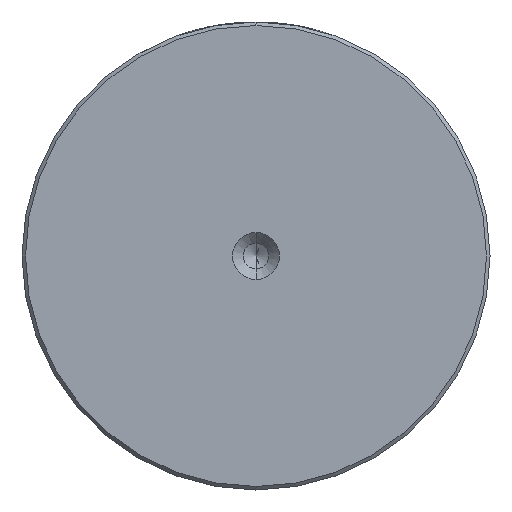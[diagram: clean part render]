
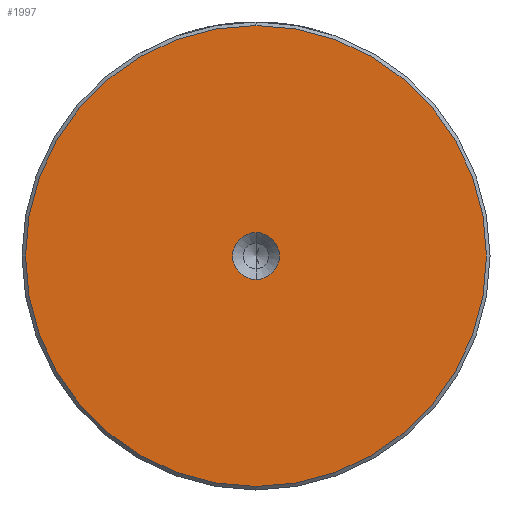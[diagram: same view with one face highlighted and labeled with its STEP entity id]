
A CAD part, left-side view. The second image highlights one B-rep face of the part: STEP entity #1997.
In plain terms, the highlighted planar face has unit normal (-1, 0, 0).
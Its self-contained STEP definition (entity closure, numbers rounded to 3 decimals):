
#79 = CIRCLE ( 'NONE', #525, 3.3 ) ;
#106 = AXIS2_PLACEMENT_3D ( 'NONE', #1425, #2607, #3079 ) ;
#188 = EDGE_CURVE ( 'NONE', #2958, #1079, #2137, .T. ) ;
#339 = FACE_OUTER_BOUND ( 'NONE', #1535, .T. ) ;
#377 = CARTESIAN_POINT ( 'NONE',  ( 0., 0., 0. ) ) ;
#525 = AXIS2_PLACEMENT_3D ( 'NONE', #963, #2626, #1205 ) ;
#535 = PLANE ( 'NONE',  #1171 ) ;
#549 = EDGE_CURVE ( 'NONE', #1079, #2958, #3069, .T. ) ;
#636 = DIRECTION ( 'NONE',  ( 0., 0., 1. ) ) ;
#771 = DIRECTION ( 'NONE',  ( -1., 0., 0. ) ) ;
#781 = CARTESIAN_POINT ( 'NONE',  ( 0., 0., 0. ) ) ;
#923 = CARTESIAN_POINT ( 'NONE',  ( 0., 0., 3.3 ) ) ;
#963 = CARTESIAN_POINT ( 'NONE',  ( 0., 0., 0. ) ) ;
#1061 = VERTEX_POINT ( 'NONE', #2478 ) ;
#1079 = VERTEX_POINT ( 'NONE', #1546 ) ;
#1113 = ORIENTED_EDGE ( 'NONE', *, *, #1518, .F. ) ;
#1171 = AXIS2_PLACEMENT_3D ( 'NONE', #781, #771, #2433 ) ;
#1205 = DIRECTION ( 'NONE',  ( 0., 0., 1. ) ) ;
#1206 = VERTEX_POINT ( 'NONE', #923 ) ;
#1217 = CARTESIAN_POINT ( 'NONE',  ( 0., 0., -32.5 ) ) ;
#1304 = DIRECTION ( 'NONE',  ( -1., 0., 0. ) ) ;
#1425 = CARTESIAN_POINT ( 'NONE',  ( 0., 0., 0. ) ) ;
#1518 = EDGE_CURVE ( 'NONE', #1206, #1061, #2133, .T. ) ;
#1535 = EDGE_LOOP ( 'NONE', ( #2280, #2807 ) ) ;
#1546 = CARTESIAN_POINT ( 'NONE',  ( 0., 0., 32.5 ) ) ;
#1557 = FACE_BOUND ( 'NONE', #2111, .T. ) ;
#1643 = AXIS2_PLACEMENT_3D ( 'NONE', #377, #2051, #636 ) ;
#1838 = ORIENTED_EDGE ( 'NONE', *, *, #2891, .F. ) ;
#1997 = ADVANCED_FACE ( 'NONE', ( #339, #1557 ), #535, .T. ) ;
#2051 = DIRECTION ( 'NONE',  ( -1., 0., 0. ) ) ;
#2111 = EDGE_LOOP ( 'NONE', ( #1113, #1838 ) ) ;
#2133 = CIRCLE ( 'NONE', #2459, 3.3 ) ;
#2137 = CIRCLE ( 'NONE', #106, 32.5 ) ;
#2280 = ORIENTED_EDGE ( 'NONE', *, *, #188, .T. ) ;
#2433 = DIRECTION ( 'NONE',  ( 0., 0., 1. ) ) ;
#2459 = AXIS2_PLACEMENT_3D ( 'NONE', #2711, #1304, #2946 ) ;
#2478 = CARTESIAN_POINT ( 'NONE',  ( 0., 0., -3.3 ) ) ;
#2607 = DIRECTION ( 'NONE',  ( -1., 0., 0. ) ) ;
#2626 = DIRECTION ( 'NONE',  ( -1., 0., 0. ) ) ;
#2711 = CARTESIAN_POINT ( 'NONE',  ( 0., 0., 0. ) ) ;
#2807 = ORIENTED_EDGE ( 'NONE', *, *, #549, .T. ) ;
#2891 = EDGE_CURVE ( 'NONE', #1061, #1206, #79, .T. ) ;
#2946 = DIRECTION ( 'NONE',  ( 0., 0., 1. ) ) ;
#2958 = VERTEX_POINT ( 'NONE', #1217 ) ;
#3069 = CIRCLE ( 'NONE', #1643, 32.5 ) ;
#3079 = DIRECTION ( 'NONE',  ( 0., 0., 1. ) ) ;
